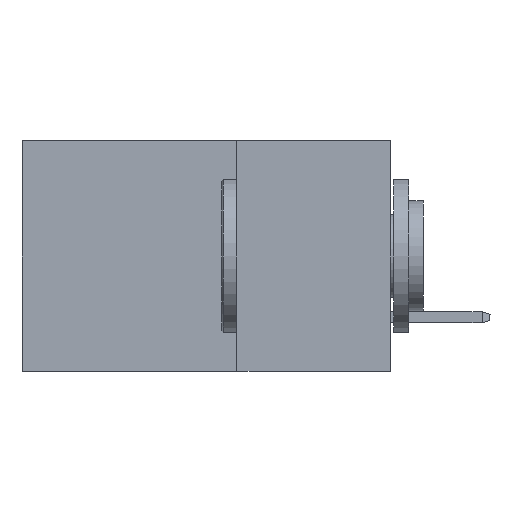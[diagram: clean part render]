
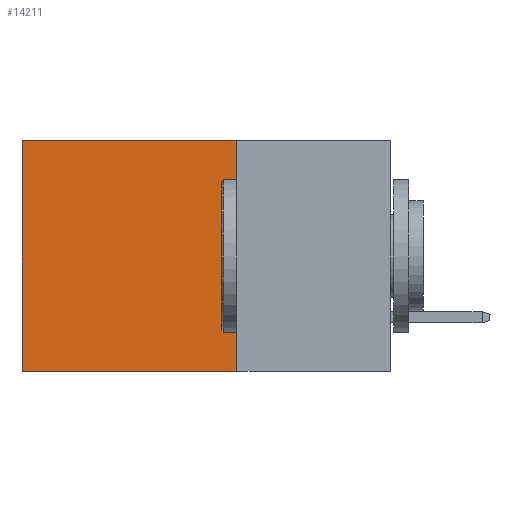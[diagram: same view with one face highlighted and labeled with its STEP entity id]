
A CAD part, left-side view. The second image highlights one B-rep face of the part: STEP entity #14211.
In plain terms, the highlighted planar face has unit normal (-1, 0, 0).
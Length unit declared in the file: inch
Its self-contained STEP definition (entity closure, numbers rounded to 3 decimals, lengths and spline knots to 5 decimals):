
#586 = VERTEX_POINT ( 'NONE', #6119 ) ;
#1633 = ORIENTED_EDGE ( 'NONE', *, *, #13568, .F. ) ;
#1894 = CARTESIAN_POINT ( 'NONE',  ( 0.2875, 0.25, 0. ) ) ;
#2981 = VERTEX_POINT ( 'NONE', #19554 ) ;
#3200 = ORIENTED_EDGE ( 'NONE', *, *, #4471, .T. ) ;
#3788 = AXIS2_PLACEMENT_3D ( 'NONE', #16073, #19389, #16137 ) ;
#4471 = EDGE_CURVE ( 'NONE', #586, #19070, #20295, .T. ) ;
#6119 = CARTESIAN_POINT ( 'NONE',  ( 0.2875, 0.6, 0. ) ) ;
#6748 = ORIENTED_EDGE ( 'NONE', *, *, #15656, .F. ) ;
#6808 = CARTESIAN_POINT ( 'NONE',  ( 0.2875, 0.6, -0.375 ) ) ;
#6875 = VECTOR ( 'NONE', #10963, 39.37008 ) ;
#6910 = VERTEX_POINT ( 'NONE', #1894 ) ;
#8664 = FACE_OUTER_BOUND ( 'NONE', #11616, .T. ) ;
#8687 = LINE ( 'NONE', #10896, #6875 ) ;
#8873 = LINE ( 'NONE', #12470, #14851 ) ;
#8928 = CARTESIAN_POINT ( 'NONE',  ( 0.2875, 0.6, -0.375 ) ) ;
#10896 = CARTESIAN_POINT ( 'NONE',  ( 0.2875, 0.25, -0.375 ) ) ;
#10963 = DIRECTION ( 'NONE',  ( 0., 1., 0. ) ) ;
#11616 = EDGE_LOOP ( 'NONE', ( #3200, #1633, #6748, #13407 ) ) ;
#11980 = DIRECTION ( 'NONE',  ( 0., 1., 0. ) ) ;
#12470 = CARTESIAN_POINT ( 'NONE',  ( 0.2875, 0.25, -0.375 ) ) ;
#12850 = PLANE ( 'NONE',  #3788 ) ;
#13407 = ORIENTED_EDGE ( 'NONE', *, *, #17997, .T. ) ;
#13568 = EDGE_CURVE ( 'NONE', #2981, #19070, #8687, .T. ) ;
#14211 = ADVANCED_FACE ( 'NONE', ( #8664 ), #12850, .F. ) ;
#14734 = VECTOR ( 'NONE', #11980, 39.37008 ) ;
#14851 = VECTOR ( 'NONE', #19081, 39.37008 ) ;
#15656 = EDGE_CURVE ( 'NONE', #6910, #2981, #8873, .T. ) ;
#16073 = CARTESIAN_POINT ( 'NONE',  ( 0.2875, 0.25, -0.375 ) ) ;
#16137 = DIRECTION ( 'NONE',  ( 0., 0., -1. ) ) ;
#16918 = VECTOR ( 'NONE', #19095, 39.37008 ) ;
#16944 = CARTESIAN_POINT ( 'NONE',  ( 0.2875, 0.25, 0. ) ) ;
#17997 = EDGE_CURVE ( 'NONE', #6910, #586, #19152, .T. ) ;
#19070 = VERTEX_POINT ( 'NONE', #6808 ) ;
#19081 = DIRECTION ( 'NONE',  ( 0., 0., -1. ) ) ;
#19095 = DIRECTION ( 'NONE',  ( 0., 0., -1. ) ) ;
#19152 = LINE ( 'NONE', #16944, #14734 ) ;
#19389 = DIRECTION ( 'NONE',  ( 1., 0., 0. ) ) ;
#19554 = CARTESIAN_POINT ( 'NONE',  ( 0.2875, 0.25, -0.375 ) ) ;
#20295 = LINE ( 'NONE', #8928, #16918 ) ;
